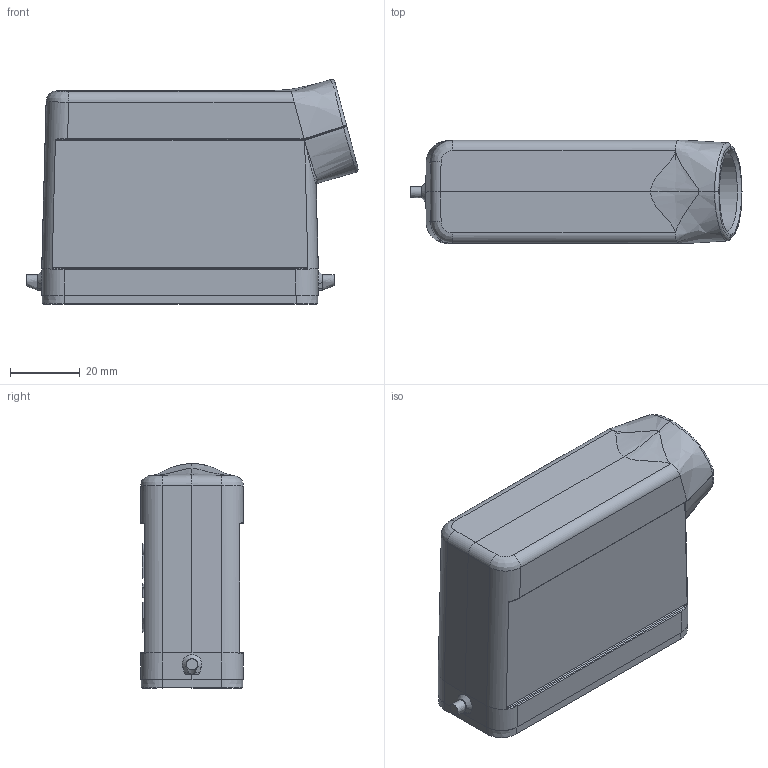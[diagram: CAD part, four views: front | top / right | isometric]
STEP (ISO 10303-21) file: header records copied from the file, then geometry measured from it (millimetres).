
FILE_DESCRIPTION(/* description */ (''),/* implementation_level */ '2;1');
FILE_NAME(/* name */ '100768785ugm000_a.stp',/* time_stamp */ '2018-03-07T14:45:37+01:00',/* author */ (''),/* organization */ (''),/* preprocessor_version */ 'ST-DEVELOPER v16',/* originating_system */ 'SIEMENS PLM Software NX 10.0',/* authorisation */ '');
FILE_SCHEMA (('AUTOMOTIVE_DESIGN { 1 0 10303 214 3 1 1 1 }'));
Length unit declared in the file: millimetre
Products named in the file (1): 100768785ugm000_a
Bounding box: 95.17 x 29.5 x 64.48 mm (x, y, z)
Volume: 38803.2 mm3; surface area: 30895.4 mm2
Topology: 1 solids, 1 shells, 370 faces, 968 edges, 619 vertices
Faces by surface type: plane 184, bspline 100, cylinder 53, cone 29, torus 4
Full cylindrical faces by diameter (mm): 3 x4, 18.5 x1, 22.5 x1
Entity records: 16383 total; most frequent: CARTESIAN_POINT 7269, ORIENTED_EDGE 1786, DIRECTION 1386, EDGE_CURVE 893, VERTEX_POINT 561, LINE 472, VECTOR 472, AXIS2_PLACEMENT_3D 457
